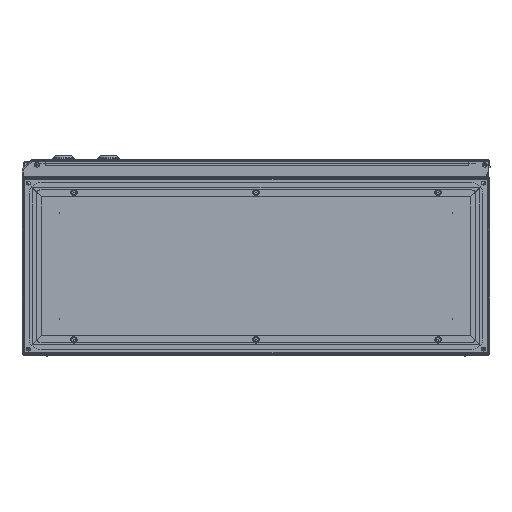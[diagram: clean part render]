
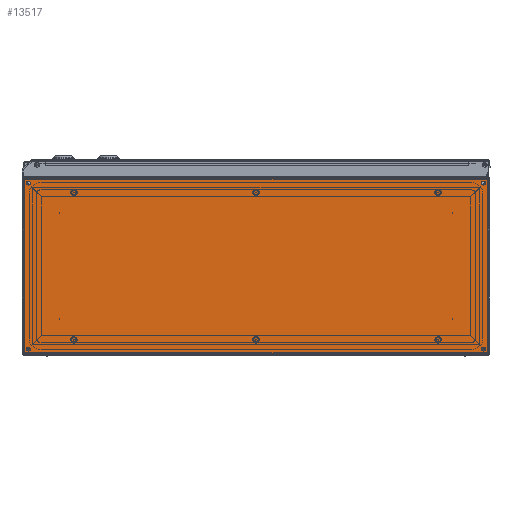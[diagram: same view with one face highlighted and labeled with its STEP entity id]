
A CAD part, front view. The second image highlights one B-rep face of the part: STEP entity #13517.
In plain terms, the highlighted face is planar.
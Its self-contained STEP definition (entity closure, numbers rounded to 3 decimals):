
#28 = DIRECTION ( 'NONE',  ( 0., -1., 0. ) ) ;
#738 = CARTESIAN_POINT ( 'NONE',  ( 2., 243.423, 0. ) ) ;
#743 = DIRECTION ( 'NONE',  ( 1., 0., 0. ) ) ;
#1887 = ORIENTED_EDGE ( 'NONE', *, *, #12859, .F. ) ;
#2236 = EDGE_CURVE ( 'NONE', #13415, #8536, #33976, .T. ) ;
#2387 = CARTESIAN_POINT ( 'NONE',  ( 644., 242.6, 0. ) ) ;
#2488 = DIRECTION ( 'NONE',  ( -1., 0., 0. ) ) ;
#2522 = CARTESIAN_POINT ( 'NONE',  ( 0., 0., 0. ) ) ;
#3835 = CARTESIAN_POINT ( 'NONE',  ( 644., 2., 0. ) ) ;
#4204 = EDGE_CURVE ( 'NONE', #22621, #8099, #17498, .T. ) ;
#4230 = VERTEX_POINT ( 'NONE', #28829 ) ;
#4682 = AXIS2_PLACEMENT_3D ( 'NONE', #5472, #31527, #19804 ) ;
#4776 = ORIENTED_EDGE ( 'NONE', *, *, #7015, .F. ) ;
#5008 = AXIS2_PLACEMENT_3D ( 'NONE', #23475, #20504, #743 ) ;
#5082 = CARTESIAN_POINT ( 'NONE',  ( 7., 7., 0. ) ) ;
#5170 = EDGE_CURVE ( 'NONE', #25080, #23674, #23289, .T. ) ;
#5472 = CARTESIAN_POINT ( 'NONE',  ( 7., 237.6, 0. ) ) ;
#6022 = EDGE_CURVE ( 'NONE', #21551, #27428, #27264, .T. ) ;
#6115 = EDGE_CURVE ( 'NONE', #12166, #4230, #16591, .T. ) ;
#6753 = VECTOR ( 'NONE', #28930, 1000. ) ;
#6810 = EDGE_LOOP ( 'NONE', ( #26307, #1887 ) ) ;
#7015 = EDGE_CURVE ( 'NONE', #4230, #12166, #28246, .T. ) ;
#7184 = EDGE_CURVE ( 'NONE', #23674, #13415, #36426, .T. ) ;
#7404 = AXIS2_PLACEMENT_3D ( 'NONE', #33164, #30385, #36150 ) ;
#7551 = FACE_BOUND ( 'NONE', #30163, .T. ) ;
#8099 = VERTEX_POINT ( 'NONE', #12609 ) ;
#8505 = CARTESIAN_POINT ( 'NONE',  ( 9.75, 7., 0. ) ) ;
#8536 = VERTEX_POINT ( 'NONE', #2387 ) ;
#10569 = VECTOR ( 'NONE', #28, 1000. ) ;
#11552 = AXIS2_PLACEMENT_3D ( 'NONE', #5082, #36535, #2488 ) ;
#11934 = AXIS2_PLACEMENT_3D ( 'NONE', #21510, #30076, #16693 ) ;
#11978 = CARTESIAN_POINT ( 'NONE',  ( 1.177, 2., 0. ) ) ;
#12166 = VERTEX_POINT ( 'NONE', #35839 ) ;
#12168 = AXIS2_PLACEMENT_3D ( 'NONE', #18386, #35482, #33061 ) ;
#12579 = FACE_BOUND ( 'NONE', #6810, .T. ) ;
#12609 = CARTESIAN_POINT ( 'NONE',  ( 641.75, 237.6, 0. ) ) ;
#12821 = CARTESIAN_POINT ( 'NONE',  ( 636.25, 7., 0. ) ) ;
#12859 = EDGE_CURVE ( 'NONE', #27428, #21551, #25813, .T. ) ;
#13061 = ORIENTED_EDGE ( 'NONE', *, *, #25742, .F. ) ;
#13124 = DIRECTION ( 'NONE',  ( 0., 0., 1. ) ) ;
#13415 = VERTEX_POINT ( 'NONE', #3835 ) ;
#13457 = LINE ( 'NONE', #25007, #30605 ) ;
#13517 = ADVANCED_FACE ( 'NONE', ( #27291, #29523, #12579, #7551, #35819 ), #27464, .F. ) ;
#13831 = CARTESIAN_POINT ( 'NONE',  ( 4.25, 7., 0. ) ) ;
#14056 = EDGE_CURVE ( 'NONE', #21233, #20966, #34732, .T. ) ;
#14064 = DIRECTION ( 'NONE',  ( 0., 0., -1. ) ) ;
#15498 = CIRCLE ( 'NONE', #11934, 2.75 ) ;
#16461 = DIRECTION ( 'NONE',  ( 1., 0., 0. ) ) ;
#16591 = CIRCLE ( 'NONE', #4682, 2.75 ) ;
#16693 = DIRECTION ( 'NONE',  ( -1., 0., 0. ) ) ;
#16869 = DIRECTION ( 'NONE',  ( 0., 1., 0. ) ) ;
#17070 = EDGE_CURVE ( 'NONE', #8099, #22621, #23068, .T. ) ;
#17196 = ORIENTED_EDGE ( 'NONE', *, *, #5170, .T. ) ;
#17364 = EDGE_LOOP ( 'NONE', ( #17196, #19079, #23063, #23680 ) ) ;
#17498 = CIRCLE ( 'NONE', #7404, 2.75 ) ;
#17725 = AXIS2_PLACEMENT_3D ( 'NONE', #29860, #18328, #32652 ) ;
#18328 = DIRECTION ( 'NONE',  ( 0., 0., 1. ) ) ;
#18386 = CARTESIAN_POINT ( 'NONE',  ( 7., 237.6, 0. ) ) ;
#18619 = VECTOR ( 'NONE', #16869, 1000. ) ;
#18993 = CARTESIAN_POINT ( 'NONE',  ( 641.75, 7., 0. ) ) ;
#19079 = ORIENTED_EDGE ( 'NONE', *, *, #7184, .T. ) ;
#19577 = ORIENTED_EDGE ( 'NONE', *, *, #17070, .F. ) ;
#19804 = DIRECTION ( 'NONE',  ( 1., 0., 0. ) ) ;
#19939 = EDGE_CURVE ( 'NONE', #8536, #25080, #13457, .T. ) ;
#20504 = DIRECTION ( 'NONE',  ( 0., 0., 1. ) ) ;
#20529 = ORIENTED_EDGE ( 'NONE', *, *, #14056, .F. ) ;
#20779 = EDGE_LOOP ( 'NONE', ( #13061, #20529 ) ) ;
#20966 = VERTEX_POINT ( 'NONE', #8505 ) ;
#21233 = VERTEX_POINT ( 'NONE', #13831 ) ;
#21510 = CARTESIAN_POINT ( 'NONE',  ( 7., 7., 0. ) ) ;
#21551 = VERTEX_POINT ( 'NONE', #18993 ) ;
#22085 = CARTESIAN_POINT ( 'NONE',  ( 644., 1.177, 0. ) ) ;
#22226 = CARTESIAN_POINT ( 'NONE',  ( 639., 7., 0. ) ) ;
#22621 = VERTEX_POINT ( 'NONE', #30578 ) ;
#23063 = ORIENTED_EDGE ( 'NONE', *, *, #2236, .T. ) ;
#23068 = CIRCLE ( 'NONE', #17725, 2.75 ) ;
#23289 = LINE ( 'NONE', #738, #10569 ) ;
#23475 = CARTESIAN_POINT ( 'NONE',  ( 639., 7., 0. ) ) ;
#23674 = VERTEX_POINT ( 'NONE', #29126 ) ;
#23680 = ORIENTED_EDGE ( 'NONE', *, *, #19939, .T. ) ;
#25007 = CARTESIAN_POINT ( 'NONE',  ( 644.823, 242.6, 0. ) ) ;
#25080 = VERTEX_POINT ( 'NONE', #28177 ) ;
#25274 = AXIS2_PLACEMENT_3D ( 'NONE', #2522, #14064, #33395 ) ;
#25742 = EDGE_CURVE ( 'NONE', #20966, #21233, #15498, .T. ) ;
#25813 = CIRCLE ( 'NONE', #5008, 2.75 ) ;
#26307 = ORIENTED_EDGE ( 'NONE', *, *, #6022, .F. ) ;
#27264 = CIRCLE ( 'NONE', #34395, 2.75 ) ;
#27291 = FACE_BOUND ( 'NONE', #20779, .T. ) ;
#27405 = ORIENTED_EDGE ( 'NONE', *, *, #6115, .F. ) ;
#27428 = VERTEX_POINT ( 'NONE', #12821 ) ;
#27464 = PLANE ( 'NONE',  #25274 ) ;
#28177 = CARTESIAN_POINT ( 'NONE',  ( 2., 242.6, 0. ) ) ;
#28246 = CIRCLE ( 'NONE', #12168, 2.75 ) ;
#28829 = CARTESIAN_POINT ( 'NONE',  ( 4.25, 237.6, 0. ) ) ;
#28930 = DIRECTION ( 'NONE',  ( 1., 0., 0. ) ) ;
#29126 = CARTESIAN_POINT ( 'NONE',  ( 2., 2., 0. ) ) ;
#29523 = FACE_BOUND ( 'NONE', #33456, .T. ) ;
#29860 = CARTESIAN_POINT ( 'NONE',  ( 639., 237.6, 0. ) ) ;
#30076 = DIRECTION ( 'NONE',  ( 0., 0., 1. ) ) ;
#30163 = EDGE_LOOP ( 'NONE', ( #27405, #4776 ) ) ;
#30385 = DIRECTION ( 'NONE',  ( 0., 0., 1. ) ) ;
#30578 = CARTESIAN_POINT ( 'NONE',  ( 636.25, 237.6, 0. ) ) ;
#30605 = VECTOR ( 'NONE', #30756, 1000. ) ;
#30756 = DIRECTION ( 'NONE',  ( -1., 0., 0. ) ) ;
#31527 = DIRECTION ( 'NONE',  ( 0., 0., 1. ) ) ;
#32652 = DIRECTION ( 'NONE',  ( -1., 0., 0. ) ) ;
#33061 = DIRECTION ( 'NONE',  ( 1., 0., 0. ) ) ;
#33164 = CARTESIAN_POINT ( 'NONE',  ( 639., 237.6, 0. ) ) ;
#33395 = DIRECTION ( 'NONE',  ( -1., 0., 0. ) ) ;
#33456 = EDGE_LOOP ( 'NONE', ( #19577, #35141 ) ) ;
#33976 = LINE ( 'NONE', #22085, #18619 ) ;
#34395 = AXIS2_PLACEMENT_3D ( 'NONE', #22226, #13124, #16461 ) ;
#34732 = CIRCLE ( 'NONE', #11552, 2.75 ) ;
#35141 = ORIENTED_EDGE ( 'NONE', *, *, #4204, .F. ) ;
#35482 = DIRECTION ( 'NONE',  ( 0., 0., 1. ) ) ;
#35819 = FACE_OUTER_BOUND ( 'NONE', #17364, .T. ) ;
#35839 = CARTESIAN_POINT ( 'NONE',  ( 9.75, 237.6, 0. ) ) ;
#36150 = DIRECTION ( 'NONE',  ( -1., 0., 0. ) ) ;
#36426 = LINE ( 'NONE', #11978, #6753 ) ;
#36535 = DIRECTION ( 'NONE',  ( 0., 0., 1. ) ) ;
